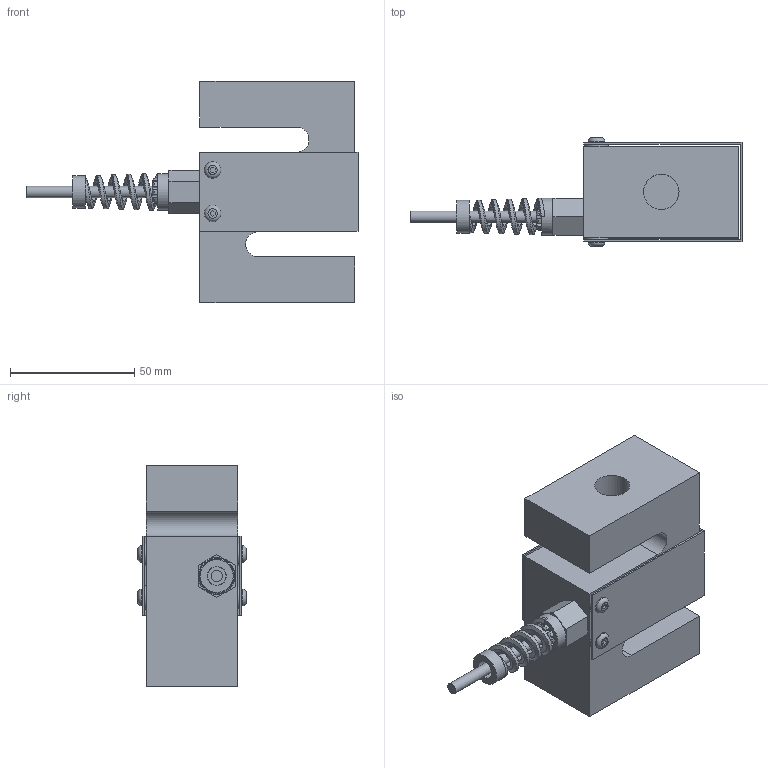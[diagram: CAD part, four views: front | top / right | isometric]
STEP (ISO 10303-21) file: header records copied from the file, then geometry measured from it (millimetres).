
FILE_DESCRIPTION((''),'2;1');
FILE_NAME('LSB400 M16 Thread Cable.stp','2010-12-08T16:11:34',('thomasl'),(''),'Autodesk Inventor 2008','Autodesk Inventor 2008','');
FILE_SCHEMA(('AUTOMOTIVE_DESIGN { 1 0 10303 214 1 1 1 1 }'));
Length unit declared in the file: inch
Products named in the file (2): LSB400 M16 Thread Cable; $F1378-10000
Assembly tree (1 placements, depth 2):
  LSB400 M16 Thread Cable
    $F1378-10000
Bounding box: 133.35 x 43.57 x 88.9 mm (x, y, z)
Volume: 174721.2 mm3; surface area: 43128.9 mm2
Topology: 1 solids, 11 shells, 225 faces, 598 edges, 398 vertices
Faces by surface type: plane 118, cylinder 69, cone 25, bspline 9, torus 4
Full cylindrical faces by diameter (mm): 2.779 x4, 3.505 x4, 3.785 x4, 4.318 x4, 4.572 x2, 6.655 x4, 7.366 x1, 7.62 x4, 9.525 x4, 11.049 x1, 11.43 x1, 11.608 x1, 13.208 x1, 14.21 x2, 14.732 x1
Entity records: 12275 total; most frequent: CARTESIAN_POINT 6989, DIRECTION 1054, ORIENTED_EDGE 1046, EDGE_CURVE 523, AXIS2_PLACEMENT_3D 388, VERTEX_POINT 377, EDGE_LOOP 306, VECTOR 278
